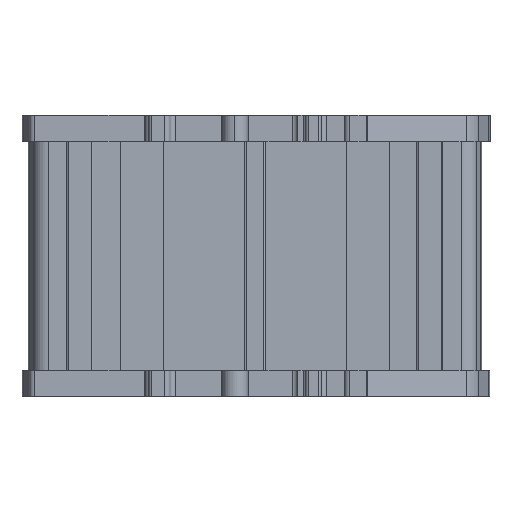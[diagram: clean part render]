
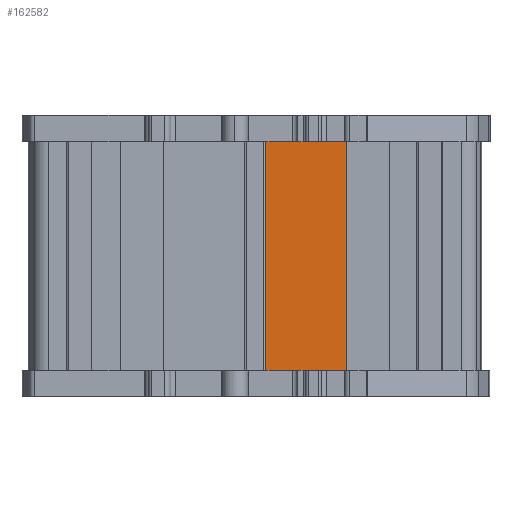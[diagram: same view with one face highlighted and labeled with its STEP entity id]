
A CAD part, top view. The second image highlights one B-rep face of the part: STEP entity #162582.
In plain terms, the highlighted planar face has unit normal (0, 0, 1).
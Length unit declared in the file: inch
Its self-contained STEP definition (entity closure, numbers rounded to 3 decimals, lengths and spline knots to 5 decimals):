
#67117 = VERTEX_POINT ( 'NONE', #188362 ) ;
#67121 = VERTEX_POINT ( 'NONE', #188363 ) ;
#67126 = VERTEX_POINT ( 'NONE', #188365 ) ;
#67129 = VERTEX_POINT ( 'NONE', #188367 ) ;
#71626 = EDGE_CURVE ( 'NONE', #67121, #67126, #226544, .T. ) ;
#71628 = EDGE_CURVE ( 'NONE', #67117, #67121, #226546, .T. ) ;
#71630 = EDGE_CURVE ( 'NONE', #67126, #67129, #226548, .T. ) ;
#71632 = EDGE_CURVE ( 'NONE', #67129, #67117, #226550, .T. ) ;
#138867 = ORIENTED_EDGE ( 'NONE', *, *, #71628, .T. ) ;
#138868 = ORIENTED_EDGE ( 'NONE', *, *, #71630, .T. ) ;
#138870 = ORIENTED_EDGE ( 'NONE', *, *, #71626, .T. ) ;
#138872 = ORIENTED_EDGE ( 'NONE', *, *, #71632, .T. ) ;
#144710 = EDGE_LOOP ( 'NONE', ( #138867, #138870, #138868, #138872 ) ) ;
#162582 = ADVANCED_FACE ( 'NONE', ( #207914 ), #214260, .T. ) ;
#188362 = CARTESIAN_POINT ( 'NONE',  ( -0.67558, -0.82794, 0.86277 ) ) ;
#188363 = CARTESIAN_POINT ( 'NONE',  ( -0.02401, -0.82794, 0.86277 ) ) ;
#188365 = CARTESIAN_POINT ( 'NONE',  ( -0.02401, 1.07206, 0.86277 ) ) ;
#188367 = CARTESIAN_POINT ( 'NONE',  ( -0.67558, 1.07206, 0.86277 ) ) ;
#207914 = FACE_OUTER_BOUND ( 'NONE', #144710, .T. ) ;
#209370 = AXIS2_PLACEMENT_3D ( 'NONE', #214261, #214262, #214263 ) ;
#214260 = PLANE ( 'NONE',  #209370 ) ;
#214261 = CARTESIAN_POINT ( 'NONE',  ( -0.67558, 1.07206, 0.86277 ) ) ;
#214262 = DIRECTION ( 'NONE',  ( 0., 0., 1. ) ) ;
#214263 = DIRECTION ( 'NONE',  ( 0., -1., 0. ) ) ;
#220522 = VECTOR ( 'NONE', #229386, 39.37008 ) ;
#220523 = VECTOR ( 'NONE', #229390, 39.37008 ) ;
#220524 = VECTOR ( 'NONE', #229392, 39.37008 ) ;
#220525 = VECTOR ( 'NONE', #229396, 39.37008 ) ;
#226544 = LINE ( 'NONE', #229385, #220522 ) ;
#226546 = LINE ( 'NONE', #229388, #220523 ) ;
#226548 = LINE ( 'NONE', #229391, #220524 ) ;
#226550 = LINE ( 'NONE', #229394, #220525 ) ;
#229385 = CARTESIAN_POINT ( 'NONE',  ( -0.02401, 0.12206, 0.86277 ) ) ;
#229386 = DIRECTION ( 'NONE',  ( 0., 1., 0. ) ) ;
#229388 = CARTESIAN_POINT ( 'NONE',  ( -0.3498, -0.82794, 0.86277 ) ) ;
#229390 = DIRECTION ( 'NONE',  ( 1., 0., 0. ) ) ;
#229391 = CARTESIAN_POINT ( 'NONE',  ( -0.3498, 1.07206, 0.86277 ) ) ;
#229392 = DIRECTION ( 'NONE',  ( -1., 0., 0. ) ) ;
#229394 = CARTESIAN_POINT ( 'NONE',  ( -0.67558, 0.12206, 0.86277 ) ) ;
#229396 = DIRECTION ( 'NONE',  ( 0., -1., 0. ) ) ;
